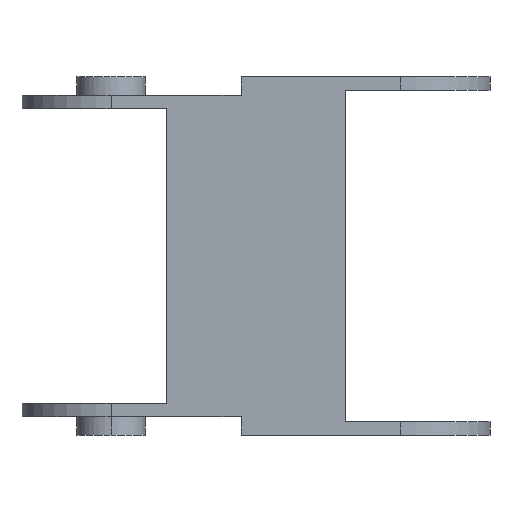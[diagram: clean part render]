
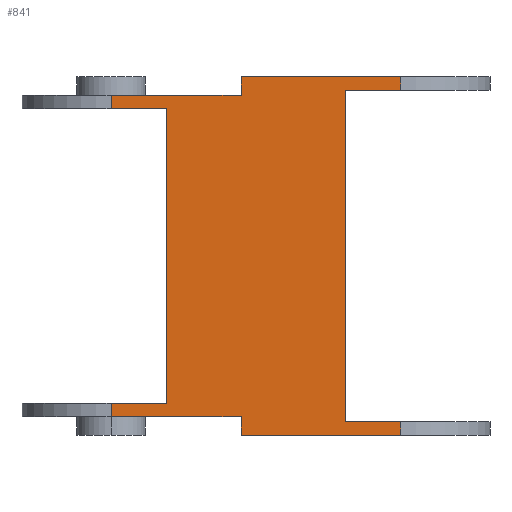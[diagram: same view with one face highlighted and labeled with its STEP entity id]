
A CAD part, front view. The second image highlights one B-rep face of the part: STEP entity #841.
In plain terms, the highlighted planar face has unit normal (0, -1, 0).
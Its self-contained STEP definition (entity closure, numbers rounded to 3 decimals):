
#13 = EDGE_CURVE ( 'NONE', #401, #207, #1174, .T. ) ;
#16 = ORIENTED_EDGE ( 'NONE', *, *, #97, .F. ) ;
#23 = CARTESIAN_POINT ( 'NONE',  ( 0., -6., 12.065 ) ) ;
#35 = LINE ( 'NONE', #507, #980 ) ;
#43 = VERTEX_POINT ( 'NONE', #152 ) ;
#47 = DIRECTION ( 'NONE',  ( 0., 0., 1. ) ) ;
#48 = CARTESIAN_POINT ( 'NONE',  ( -10.75, -6., -10.815 ) ) ;
#52 = DIRECTION ( 'NONE',  ( -1., 0., 0. ) ) ;
#67 = CARTESIAN_POINT ( 'NONE',  ( -19.5, -6., 12.065 ) ) ;
#69 = EDGE_CURVE ( 'NONE', #588, #1033, #137, .T. ) ;
#81 = CARTESIAN_POINT ( 'NONE',  ( -3.75, -6., 11.156 ) ) ;
#97 = EDGE_CURVE ( 'NONE', #1101, #1232, #1135, .T. ) ;
#108 = VERTEX_POINT ( 'NONE', #1123 ) ;
#121 = VECTOR ( 'NONE', #439, 1000. ) ;
#135 = DIRECTION ( 'NONE',  ( 0., 0., -1. ) ) ;
#137 = LINE ( 'NONE', #1222, #121 ) ;
#152 = CARTESIAN_POINT ( 'NONE',  ( 0., -6., 12.065 ) ) ;
#177 = VECTOR ( 'NONE', #928, 1000. ) ;
#179 = LINE ( 'NONE', #23, #851 ) ;
#184 = ORIENTED_EDGE ( 'NONE', *, *, #1077, .F. ) ;
#195 = VECTOR ( 'NONE', #553, 1000. ) ;
#200 = EDGE_CURVE ( 'NONE', #1232, #43, #1230, .T. ) ;
#205 = VECTOR ( 'NONE', #551, 1000. ) ;
#207 = VERTEX_POINT ( 'NONE', #471 ) ;
#209 = DIRECTION ( 'NONE',  ( 0., 0., -1. ) ) ;
#222 = CARTESIAN_POINT ( 'NONE',  ( -10.75, -6., -12.065 ) ) ;
#226 = ORIENTED_EDGE ( 'NONE', *, *, #621, .F. ) ;
#246 = CARTESIAN_POINT ( 'NONE',  ( -10.75, -6., 12.065 ) ) ;
#267 = EDGE_CURVE ( 'NONE', #785, #695, #909, .T. ) ;
#278 = VECTOR ( 'NONE', #547, 1000. ) ;
#286 = DIRECTION ( 'NONE',  ( -1., 0., 0. ) ) ;
#287 = EDGE_CURVE ( 'NONE', #588, #425, #961, .T. ) ;
#327 = DIRECTION ( 'NONE',  ( -1., 0., 0. ) ) ;
#346 = CARTESIAN_POINT ( 'NONE',  ( -10.75, -6., 10.815 ) ) ;
#357 = VECTOR ( 'NONE', #47, 1000. ) ;
#361 = CARTESIAN_POINT ( 'NONE',  ( -19.5, -6., -10.815 ) ) ;
#374 = VERTEX_POINT ( 'NONE', #581 ) ;
#385 = ORIENTED_EDGE ( 'NONE', *, *, #533, .F. ) ;
#397 = ORIENTED_EDGE ( 'NONE', *, *, #727, .T. ) ;
#401 = VERTEX_POINT ( 'NONE', #873 ) ;
#425 = VERTEX_POINT ( 'NONE', #1079 ) ;
#439 = DIRECTION ( 'NONE',  ( 0., 0., 1. ) ) ;
#443 = VERTEX_POINT ( 'NONE', #222 ) ;
#448 = CARTESIAN_POINT ( 'NONE',  ( -19.5, -6., 9.906 ) ) ;
#451 = CARTESIAN_POINT ( 'NONE',  ( 0., -6., -9.906 ) ) ;
#452 = CARTESIAN_POINT ( 'NONE',  ( 0., -6., -12.065 ) ) ;
#469 = CARTESIAN_POINT ( 'NONE',  ( -3.75, -6., 11.156 ) ) ;
#471 = CARTESIAN_POINT ( 'NONE',  ( 0., -6., -11.156 ) ) ;
#477 = ORIENTED_EDGE ( 'NONE', *, *, #1237, .T. ) ;
#478 = LINE ( 'NONE', #749, #205 ) ;
#479 = ORIENTED_EDGE ( 'NONE', *, *, #69, .F. ) ;
#481 = ORIENTED_EDGE ( 'NONE', *, *, #1266, .F. ) ;
#494 = ORIENTED_EDGE ( 'NONE', *, *, #1061, .F. ) ;
#507 = CARTESIAN_POINT ( 'NONE',  ( 0., -6., 12.065 ) ) ;
#529 = VECTOR ( 'NONE', #135, 1000. ) ;
#533 = EDGE_CURVE ( 'NONE', #207, #108, #179, .T. ) ;
#538 = CARTESIAN_POINT ( 'NONE',  ( -3.75, -6., -11.156 ) ) ;
#547 = DIRECTION ( 'NONE',  ( 1., 0., 0. ) ) ;
#548 = VERTEX_POINT ( 'NONE', #48 ) ;
#551 = DIRECTION ( 'NONE',  ( 0., 0., -1. ) ) ;
#553 = DIRECTION ( 'NONE',  ( -1., 0., 0. ) ) ;
#581 = CARTESIAN_POINT ( 'NONE',  ( -19.5, -6., 10.815 ) ) ;
#588 = VERTEX_POINT ( 'NONE', #1119 ) ;
#597 = DIRECTION ( 'NONE',  ( 0., 0., 1. ) ) ;
#599 = LINE ( 'NONE', #631, #1240 ) ;
#621 = EDGE_CURVE ( 'NONE', #695, #401, #828, .T. ) ;
#631 = CARTESIAN_POINT ( 'NONE',  ( -25.5, -6., 9.906 ) ) ;
#655 = CARTESIAN_POINT ( 'NONE',  ( 0., -6., 11.156 ) ) ;
#659 = DIRECTION ( 'NONE',  ( 1., 0., 0. ) ) ;
#683 = VECTOR ( 'NONE', #1254, 1000. ) ;
#692 = LINE ( 'NONE', #452, #877 ) ;
#695 = VERTEX_POINT ( 'NONE', #469 ) ;
#719 = CARTESIAN_POINT ( 'NONE',  ( 0., -6., 10.815 ) ) ;
#727 = EDGE_CURVE ( 'NONE', #374, #1167, #478, .T. ) ;
#734 = EDGE_CURVE ( 'NONE', #443, #108, #692, .T. ) ;
#749 = CARTESIAN_POINT ( 'NONE',  ( -19.5, -6., 12.065 ) ) ;
#783 = CARTESIAN_POINT ( 'NONE',  ( 0., -6., 12.065 ) ) ;
#784 = VERTEX_POINT ( 'NONE', #361 ) ;
#785 = VERTEX_POINT ( 'NONE', #655 ) ;
#787 = ORIENTED_EDGE ( 'NONE', *, *, #287, .T. ) ;
#827 = CARTESIAN_POINT ( 'NONE',  ( -10.75, -6., 12.065 ) ) ;
#828 = LINE ( 'NONE', #1109, #529 ) ;
#840 = CARTESIAN_POINT ( 'NONE',  ( -25.5, -6., -10.815 ) ) ;
#841 = ADVANCED_FACE ( 'NONE', ( #848 ), #957, .F. ) ;
#843 = ORIENTED_EDGE ( 'NONE', *, *, #200, .F. ) ;
#844 = VECTOR ( 'NONE', #1023, 1000. ) ;
#848 = FACE_OUTER_BOUND ( 'NONE', #1111, .T. ) ;
#851 = VECTOR ( 'NONE', #209, 1000. ) ;
#866 = ORIENTED_EDGE ( 'NONE', *, *, #998, .F. ) ;
#873 = CARTESIAN_POINT ( 'NONE',  ( -3.75, -6., -11.156 ) ) ;
#877 = VECTOR ( 'NONE', #659, 1000. ) ;
#885 = DIRECTION ( 'NONE',  ( 0., 1., 0. ) ) ;
#897 = DIRECTION ( 'NONE',  ( 0., 0., -1. ) ) ;
#903 = LINE ( 'NONE', #719, #1168 ) ;
#909 = LINE ( 'NONE', #81, #195 ) ;
#928 = DIRECTION ( 'NONE',  ( 0., 0., -1. ) ) ;
#936 = LINE ( 'NONE', #840, #844 ) ;
#957 = PLANE ( 'NONE',  #1177 ) ;
#961 = LINE ( 'NONE', #451, #1212 ) ;
#972 = LINE ( 'NONE', #996, #1148 ) ;
#978 = ORIENTED_EDGE ( 'NONE', *, *, #734, .T. ) ;
#980 = VECTOR ( 'NONE', #897, 1000. ) ;
#996 = CARTESIAN_POINT ( 'NONE',  ( -10.75, -6., -10.815 ) ) ;
#998 = EDGE_CURVE ( 'NONE', #43, #785, #35, .T. ) ;
#1007 = CARTESIAN_POINT ( 'NONE',  ( -15.75, -6., 9.906 ) ) ;
#1023 = DIRECTION ( 'NONE',  ( -1., 0., 0. ) ) ;
#1033 = VERTEX_POINT ( 'NONE', #1007 ) ;
#1061 = EDGE_CURVE ( 'NONE', #443, #548, #972, .T. ) ;
#1077 = EDGE_CURVE ( 'NONE', #1033, #1167, #599, .T. ) ;
#1079 = CARTESIAN_POINT ( 'NONE',  ( -19.5, -6., -9.906 ) ) ;
#1101 = VERTEX_POINT ( 'NONE', #346 ) ;
#1109 = CARTESIAN_POINT ( 'NONE',  ( -3.75, -6., 11.156 ) ) ;
#1111 = EDGE_LOOP ( 'NONE', ( #226, #1198, #866, #843, #16, #1264, #397, #184, #479, #787, #477, #481, #494, #978, #385, #1117 ) ) ;
#1112 = LINE ( 'NONE', #67, #177 ) ;
#1117 = ORIENTED_EDGE ( 'NONE', *, *, #13, .F. ) ;
#1119 = CARTESIAN_POINT ( 'NONE',  ( -15.75, -6., -9.906 ) ) ;
#1123 = CARTESIAN_POINT ( 'NONE',  ( 0., -6., -12.065 ) ) ;
#1135 = LINE ( 'NONE', #246, #357 ) ;
#1148 = VECTOR ( 'NONE', #597, 1000. ) ;
#1151 = DIRECTION ( 'NONE',  ( -1., 0., 0. ) ) ;
#1165 = CARTESIAN_POINT ( 'NONE',  ( 0., -6., 12.065 ) ) ;
#1167 = VERTEX_POINT ( 'NONE', #448 ) ;
#1168 = VECTOR ( 'NONE', #327, 1000. ) ;
#1174 = LINE ( 'NONE', #538, #278 ) ;
#1176 = EDGE_CURVE ( 'NONE', #1101, #374, #903, .T. ) ;
#1177 = AXIS2_PLACEMENT_3D ( 'NONE', #783, #885, #286 ) ;
#1198 = ORIENTED_EDGE ( 'NONE', *, *, #267, .F. ) ;
#1212 = VECTOR ( 'NONE', #1151, 1000. ) ;
#1222 = CARTESIAN_POINT ( 'NONE',  ( -15.75, -6., 9.906 ) ) ;
#1230 = LINE ( 'NONE', #1165, #683 ) ;
#1232 = VERTEX_POINT ( 'NONE', #827 ) ;
#1237 = EDGE_CURVE ( 'NONE', #425, #784, #1112, .T. ) ;
#1240 = VECTOR ( 'NONE', #52, 1000. ) ;
#1254 = DIRECTION ( 'NONE',  ( 1., 0., 0. ) ) ;
#1264 = ORIENTED_EDGE ( 'NONE', *, *, #1176, .T. ) ;
#1266 = EDGE_CURVE ( 'NONE', #548, #784, #936, .T. ) ;
